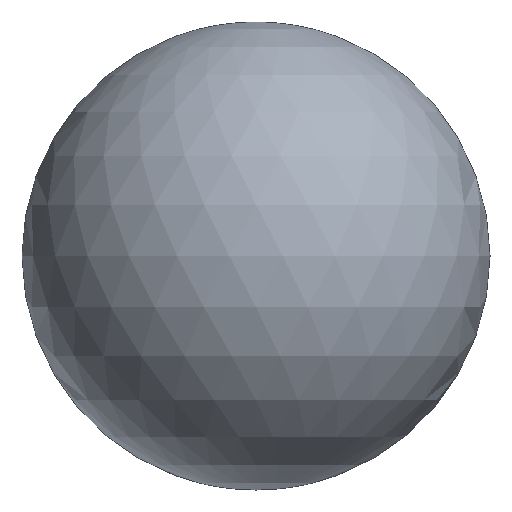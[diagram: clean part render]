
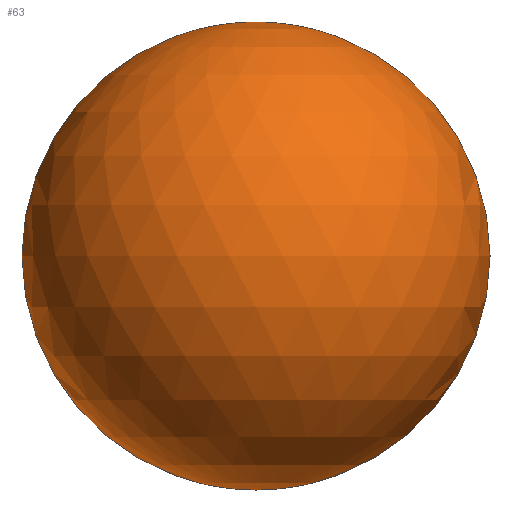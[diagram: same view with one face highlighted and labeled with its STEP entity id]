
A CAD part, left-side view. The second image highlights one B-rep face of the part: STEP entity #63.
In plain terms, the highlighted spherical face has radius 2.5 mm.
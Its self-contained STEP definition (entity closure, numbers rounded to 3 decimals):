
#16=SPHERICAL_SURFACE('',#92,2.5);
#26=FACE_OUTER_BOUND('',#33,.T.);
#33=EDGE_LOOP('',(#56));
#35=CIRCLE('',#86,2.499);
#39=VERTEX_POINT('',#118);
#43=EDGE_CURVE('',#39,#39,#35,.T.);
#56=ORIENTED_EDGE('',*,*,#43,.T.);
#63=ADVANCED_FACE('',(#26),#16,.T.);
#86=AXIS2_PLACEMENT_3D('',#119,#99,#100);
#92=AXIS2_PLACEMENT_3D('',#128,#112,#113);
#99=DIRECTION('center_axis',(-1.,0.,0.));
#100=DIRECTION('ref_axis',(0.,0.,-1.));
#112=DIRECTION('center_axis',(0.,0.,
1.));
#113=DIRECTION('ref_axis',(-1.,0.,0.));
#118=CARTESIAN_POINT('',(-0.05,0.,2.499));
#119=CARTESIAN_POINT('Origin',(-0.05,0.,0.));
#128=CARTESIAN_POINT('Origin',(0.,0.,0.));
